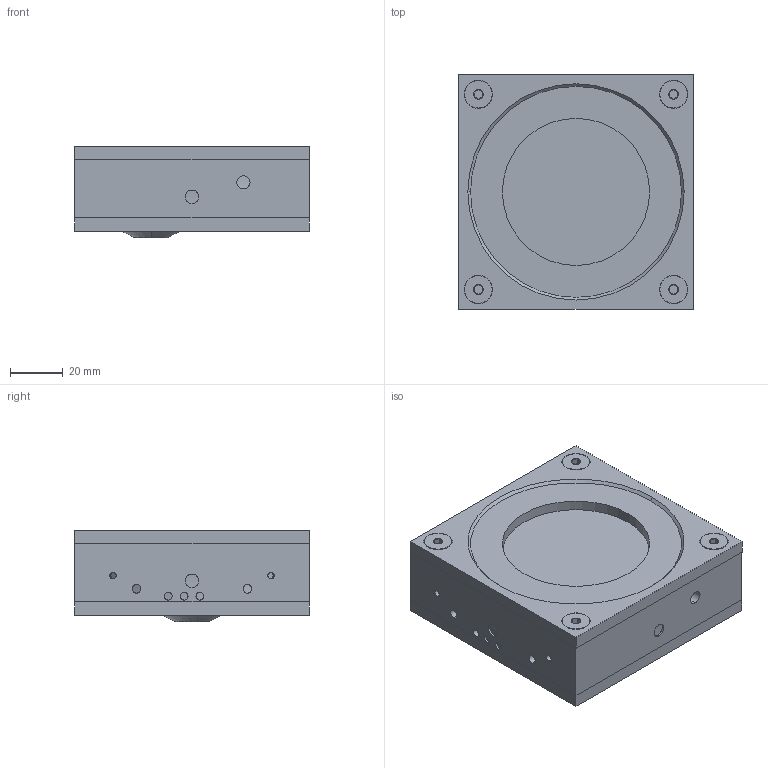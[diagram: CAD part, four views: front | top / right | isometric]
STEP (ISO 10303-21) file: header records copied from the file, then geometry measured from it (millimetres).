
FILE_DESCRIPTION (( 'STEP AP214' ), '1' );
FILE_NAME ('SK-9663 UP55N-40S-H9.STEP', '2017-12-06T18:15:26', ( '' ), ( '' ), 'SwSTEP 2.0', 'SolidWorks 2016', '' );
FILE_SCHEMA (( 'AUTOMOTIVE_DESIGN' ));
Length unit declared in the file: millimetre
Products named in the file (1): SK-9663 UP55N-40S-H9
Bounding box: 89 x 89 x 34.66 mm (x, y, z)
Volume: 242714.5 mm3; surface area: 62321.2 mm2
Topology: 7 solids, 8 shells, 829 faces, 2263 edges, 1476 vertices
Faces by surface type: cylinder 659, cone 92, plane 62, torus 8, bspline 8
Entity records: 52380 total; most frequent: CARTESIAN_POINT 25543, ORIENTED_EDGE 4526, DIRECTION 2927, EDGE_CURVE 2263, VERTEX_POINT 1476, AXIS2_PLACEMENT_3D 1074, EDGE_LOOP 883, UNCERTAINTY_MEASURE_WITH_UNIT 838
